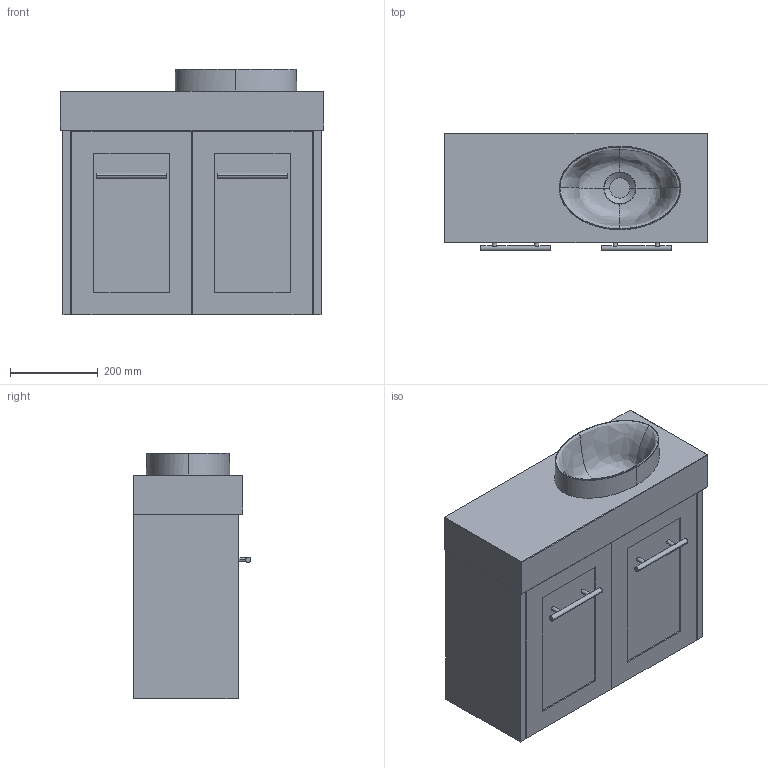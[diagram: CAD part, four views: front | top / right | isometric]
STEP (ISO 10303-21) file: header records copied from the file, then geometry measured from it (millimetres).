
FILE_DESCRIPTION(/* description */ (''),/* implementation_level */ '2;1');
FILE_NAME(/* name */ 'Kado Lux Mini (Wall Hung) 600R (90MM)',/* time_stamp */ '2025-07-09T15:03:54+10:00',/* author */ (''),/* organization */ (''),/* preprocessor_version */ 'ST-DEVELOPER v16.5',/* originating_system */ '',/* authorisation */ '');
FILE_SCHEMA (('AUTOMOTIVE_DESIGN'));
Length unit declared in the file: millimetre
Products named in the file (10): Document; Kado Lux Mini (Wall Hung) 600R (90MM); Kado Lux Mini Benchtop ALL (90MM)79; Kado Lux Mini Benchtop 600R (90MM)78; Kado Lux Mini Benchtop 600R (90MM)73; Joy75; Kado Lux Mini Wall Hung ALL80; Kado Lux Mini WH 600 Carcass7677; Cross Bar Handle 9623456789101112131415161718192021222324252627282930
3132333435363738394041424344454647484950515253545556575859606162636465
666768; Kado Lux Mini WH 600 Carcass7071
Assembly tree (10 placements, depth 5):
  Document
    Kado Lux Mini (Wall Hung) 600R (90MM)
      Kado Lux Mini Benchtop ALL (90MM)79
        Kado Lux Mini Benchtop 600R (90MM)78
          Kado Lux Mini Benchtop 600R (90MM)73
          Joy75
      Kado Lux Mini Wall Hung ALL80
        Kado Lux Mini WH 600 Carcass7677
          Cross Bar Handle 9623456789101112131415161718192021222324252627282930
3132333435363738394041424344454647484950515253545556575859606162636465
666768  x2
          Kado Lux Mini WH 600 Carcass7071
Bounding box: 600 x 268 x 559.98 mm (x, y, z)
Volume: 18708060.1 mm3; surface area: 2487999.2 mm2
Topology: 11 solids, 11 shells, 167 faces, 360 edges, 214 vertices
Faces by surface type: plane 77, bspline 66, cylinder 24
Entity records: 32997 total; most frequent: CARTESIAN_POINT 30408, ORIENTED_EDGE 656, EDGE_CURVE 328, B_SPLINE_CURVE_WITH_KNOTS 274, VERTEX_POINT 198, EDGE_LOOP 160, ADVANCED_FACE 153, FACE_OUTER_BOUND 153
